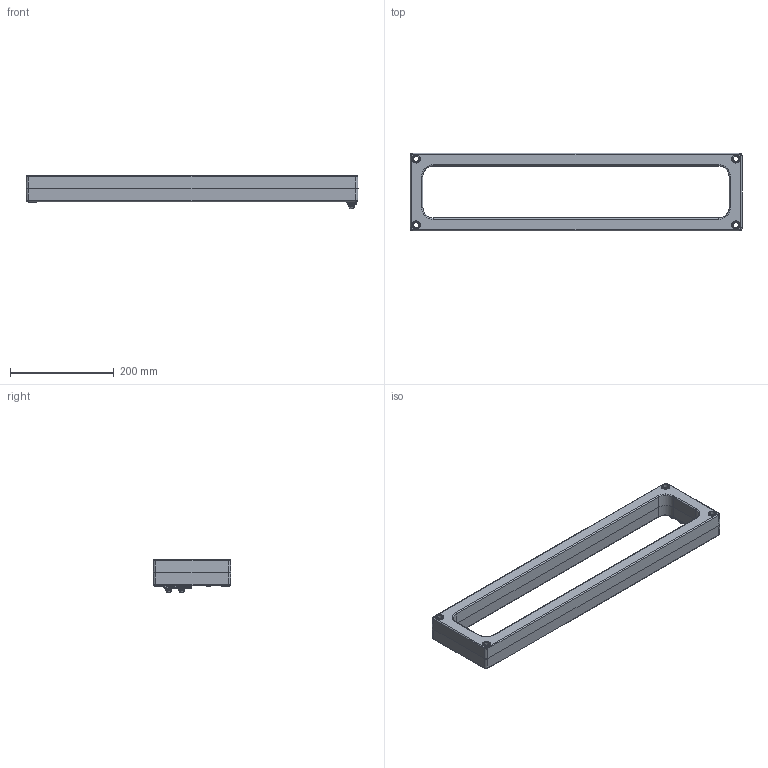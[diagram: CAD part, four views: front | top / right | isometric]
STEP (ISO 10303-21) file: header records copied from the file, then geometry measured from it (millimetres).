
FILE_DESCRIPTION (( 'STEP AP203' ), '1' );
FILE_NAME ('ÒÇËÌ-100õ590.STEP', '2017-12-21T03:51:01', ( '' ), ( '' ), 'SwSTEP 2.0', 'SolidWorks 2010', '' );
FILE_SCHEMA (( 'CONFIG_CONTROL_DESIGN' ));
Length unit declared in the file: millimetre
Products named in the file (1): ÒÇËÌ-100õ590
Bounding box: 640 x 150 x 65.12 mm (x, y, z)
Surface area: 219486.6 mm2 (no closed solid volume)
Topology: 0 solids, 14 shells, 256 faces, 684 edges, 455 vertices
Faces by surface type: plane 88, cylinder 68, bspline 54, cone 38, torus 4, sphere 4
Entity records: 9060 total; most frequent: CARTESIAN_POINT 2917, DIRECTION 1260, ORIENTED_EDGE 1254, EDGE_CURVE 684, AXIS2_PLACEMENT_3D 494, VERTEX_POINT 455, EDGE_LOOP 296, CIRCLE 291
